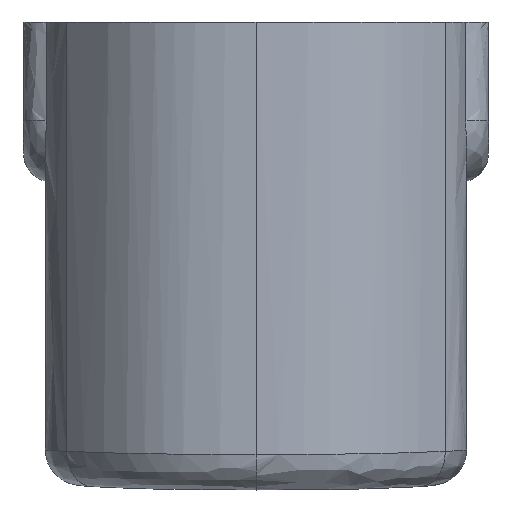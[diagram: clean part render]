
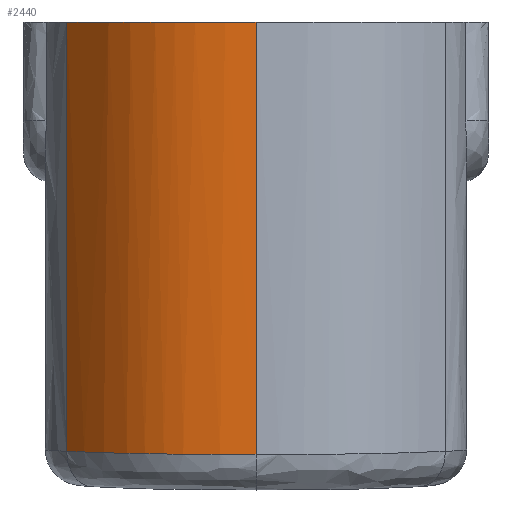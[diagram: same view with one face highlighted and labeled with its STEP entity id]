
A CAD part, front view. The second image highlights one B-rep face of the part: STEP entity #2440.
In plain terms, the highlighted free-form (B-spline) face has degree [3, 1] with [10, 2] control points.
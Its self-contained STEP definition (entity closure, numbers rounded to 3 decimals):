
#64=B_SPLINE_SURFACE_WITH_KNOTS('',3,1,((#5039,#5040),(#5041,#5042),(#5043,
#5044),(#5045,#5046),(#5047,#5048),(#5049,#5050),(#5051,#5052),(#5053,#5054),
(#5055,#5056),(#5057,#5058)),.UNSPECIFIED.,.F.,.F.,.F.,(4,3,3,4),(2,2),
(0.121,0.452,0.708,1.),(-7.4,0.22),
 .UNSPECIFIED.);
#179=FACE_OUTER_BOUND('',#316,.T.);
#316=EDGE_LOOP('',(#1792,#1793,#1794,#1795,#1796,#1797));
#501=LINE('',#5060,#692);
#502=LINE('',#5072,#693);
#692=VECTOR('',#2810,10.);
#693=VECTOR('',#2811,10.);
#949=B_SPLINE_CURVE_WITH_KNOTS('',3,(#5018,#5019,#5020,#5021),
 .UNSPECIFIED.,.F.,.F.,(4,4),(-3.193,-2.124),
 .UNSPECIFIED.);
#950=B_SPLINE_CURVE_WITH_KNOTS('',3,(#5023,#5024,#5025,#5026,#5027,#5028,
#5029,#5030,#5031,#5032),.UNSPECIFIED.,.F.,.F.,(4,2,1,1,2,4),(-2.124,
-2.123,-1.954,-1.785,-1.279,-1.278),
 .UNSPECIFIED.);
#951=B_SPLINE_CURVE_WITH_KNOTS('',3,(#5033,#5034,#5035,#5036,#5037,#5038),
 .UNSPECIFIED.,.F.,.F.,(4,1,1,4),(-1.278,-1.023,-0.767,
0.),.UNSPECIFIED.);
#952=B_SPLINE_CURVE_WITH_KNOTS('',3,(#5062,#5063,#5064,#5065,#5066,#5067,
#5068,#5069,#5070,#5071),.UNSPECIFIED.,.F.,.F.,(4,3,3,4),(0.121,
0.452,0.708,1.),.UNSPECIFIED.);
#1054=VERTEX_POINT('',#4341);
#1075=VERTEX_POINT('',#4896);
#1079=VERTEX_POINT('',#5017);
#1080=VERTEX_POINT('',#5022);
#1081=VERTEX_POINT('',#5059);
#1082=VERTEX_POINT('',#5061);
#1357=EDGE_CURVE('',#1075,#1079,#949,.T.);
#1358=EDGE_CURVE('',#1079,#1080,#950,.T.);
#1359=EDGE_CURVE('',#1080,#1054,#951,.T.);
#1360=EDGE_CURVE('',#1081,#1075,#501,.T.);
#1361=EDGE_CURVE('',#1082,#1081,#952,.T.);
#1362=EDGE_CURVE('',#1082,#1054,#502,.T.);
#1792=ORIENTED_EDGE('',*,*,#1359,.F.);
#1793=ORIENTED_EDGE('',*,*,#1358,.F.);
#1794=ORIENTED_EDGE('',*,*,#1357,.F.);
#1795=ORIENTED_EDGE('',*,*,#1360,.F.);
#1796=ORIENTED_EDGE('',*,*,#1361,.F.);
#1797=ORIENTED_EDGE('',*,*,#1362,.T.);
#2440=ADVANCED_FACE('',(#179),#64,.T.);
#2810=DIRECTION('',(0.,0.,-1.));
#2811=DIRECTION('',(0.,0.,-1.));
#4341=CARTESIAN_POINT('',(-31.919,-44.544,-70.22));
#4896=CARTESIAN_POINT('',(0.,-60.743,-70.764));
#5017=CARTESIAN_POINT('',(-12.261,-59.256,-70.715));
#5018=CARTESIAN_POINT('Ctrl Pts',(0.,-60.743,
-70.764));
#5019=CARTESIAN_POINT('Ctrl Pts',(-3.923,-60.743,-70.764));
#5020=CARTESIAN_POINT('Ctrl Pts',(-8.1,-60.403,-70.752));
#5021=CARTESIAN_POINT('Ctrl Pts',(-12.261,-59.256,-70.715));
#5022=CARTESIAN_POINT('',(-21.786,-54.72,-70.574));
#5023=CARTESIAN_POINT('Ctrl Pts',(-12.261,-59.256,-70.715));
#5024=CARTESIAN_POINT('Ctrl Pts',(-12.263,-59.256,-70.715));
#5025=CARTESIAN_POINT('Ctrl Pts',(-12.265,-59.255,-70.715));
#5026=CARTESIAN_POINT('Ctrl Pts',(-12.924,-59.074,-70.709));
#5027=CARTESIAN_POINT('Ctrl Pts',(-14.267,-58.654,-70.696));
#5028=CARTESIAN_POINT('Ctrl Pts',(-17.532,-57.385,-70.656));
#5029=CARTESIAN_POINT('Ctrl Pts',(-20.046,-55.974,-70.612));
#5030=CARTESIAN_POINT('Ctrl Pts',(-21.783,-54.722,-70.574));
#5031=CARTESIAN_POINT('Ctrl Pts',(-21.784,-54.721,-70.573));
#5032=CARTESIAN_POINT('Ctrl Pts',(-21.786,-54.72,-70.573));
#5033=CARTESIAN_POINT('Ctrl Pts',(-21.786,-54.72,-70.573));
#5034=CARTESIAN_POINT('Ctrl Pts',(-22.66,-54.09,-70.554));
#5035=CARTESIAN_POINT('Ctrl Pts',(-24.264,-52.804,-70.512));
#5036=CARTESIAN_POINT('Ctrl Pts',(-27.858,-49.431,-70.399));
#5037=CARTESIAN_POINT('Ctrl Pts',(-30.242,-46.616,-70.297));
#5038=CARTESIAN_POINT('Ctrl Pts',(-31.919,-44.544,-70.22));
#5039=CARTESIAN_POINT('Ctrl Pts',(-31.919,-44.544,-74.));
#5040=CARTESIAN_POINT('Ctrl Pts',(-31.919,-44.544,2.2));
#5041=CARTESIAN_POINT('Ctrl Pts',(-28.806,-48.389,-74.));
#5042=CARTESIAN_POINT('Ctrl Pts',(-28.806,-48.389,2.2));
#5043=CARTESIAN_POINT('Ctrl Pts',(-25.554,-52.007,-74.));
#5044=CARTESIAN_POINT('Ctrl Pts',(-25.554,-52.007,2.2));
#5045=CARTESIAN_POINT('Ctrl Pts',(-21.786,-54.72,-74.));
#5046=CARTESIAN_POINT('Ctrl Pts',(-21.786,-54.72,2.2));
#5047=CARTESIAN_POINT('Ctrl Pts',(-18.883,-56.81,-74.));
#5048=CARTESIAN_POINT('Ctrl Pts',(-18.883,-56.81,2.2));
#5049=CARTESIAN_POINT('Ctrl Pts',(-15.669,-58.315,-74.));
#5050=CARTESIAN_POINT('Ctrl Pts',(-15.669,-58.315,2.2));
#5051=CARTESIAN_POINT('Ctrl Pts',(-12.261,-59.256,-74.));
#5052=CARTESIAN_POINT('Ctrl Pts',(-12.261,-59.256,2.2));
#5053=CARTESIAN_POINT('Ctrl Pts',(-8.36,-60.334,-74.));
#5054=CARTESIAN_POINT('Ctrl Pts',(-8.36,-60.334,2.2));
#5055=CARTESIAN_POINT('Ctrl Pts',(-4.238,-60.743,-74.));
#5056=CARTESIAN_POINT('Ctrl Pts',(-4.238,-60.743,2.2));
#5057=CARTESIAN_POINT('Ctrl Pts',(0.,-60.743,
-74.));
#5058=CARTESIAN_POINT('Ctrl Pts',(0.,-60.743,
2.2));
#5059=CARTESIAN_POINT('',(0.,-60.743,2.2));
#5060=CARTESIAN_POINT('',(0.,-60.743,0.));
#5061=CARTESIAN_POINT('',(-31.919,-44.544,2.2));
#5062=CARTESIAN_POINT('Ctrl Pts',(-31.919,-44.544,2.2));
#5063=CARTESIAN_POINT('Ctrl Pts',(-28.806,-48.389,2.2));
#5064=CARTESIAN_POINT('Ctrl Pts',(-25.554,-52.007,2.2));
#5065=CARTESIAN_POINT('Ctrl Pts',(-21.786,-54.72,2.2));
#5066=CARTESIAN_POINT('Ctrl Pts',(-18.883,-56.81,2.2));
#5067=CARTESIAN_POINT('Ctrl Pts',(-15.669,-58.315,2.2));
#5068=CARTESIAN_POINT('Ctrl Pts',(-12.261,-59.256,2.2));
#5069=CARTESIAN_POINT('Ctrl Pts',(-8.36,-60.334,2.2));
#5070=CARTESIAN_POINT('Ctrl Pts',(-4.238,-60.743,2.2));
#5071=CARTESIAN_POINT('Ctrl Pts',(0.,-60.743,
2.2));
#5072=CARTESIAN_POINT('',(-31.919,-44.544,0.));
